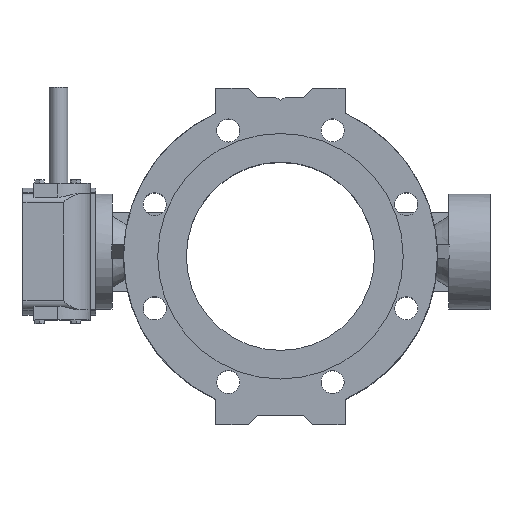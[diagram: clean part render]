
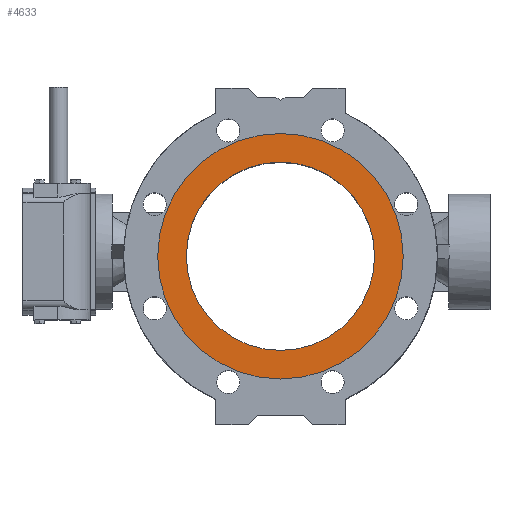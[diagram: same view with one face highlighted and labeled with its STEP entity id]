
A CAD part, top view. The second image highlights one B-rep face of the part: STEP entity #4633.
In plain terms, the highlighted planar face has unit normal (0, 0, 1).
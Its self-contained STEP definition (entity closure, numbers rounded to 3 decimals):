
#1566 = CARTESIAN_POINT ( 'NONE',  ( 0., 128., 115. ) ) ;
#1573 = CARTESIAN_POINT ( 'NONE',  ( 0., 97., 115. ) ) ;
#3757 = EDGE_CURVE ( 'NONE', #16394, #16394, #14255, .T. ) ;
#3783 = EDGE_CURVE ( 'NONE', #16401, #16401, #14297, .T. ) ;
#4633 = ADVANCED_FACE ( 'NONE', ( #10229, #15873 ), #15347, .F. ) ;
#5068 = ORIENTED_EDGE ( 'NONE', *, *, #3757, .F. ) ;
#5069 = ORIENTED_EDGE ( 'NONE', *, *, #3783, .T. ) ;
#5173 = EDGE_LOOP ( 'NONE', ( #5069 ) ) ;
#5174 = EDGE_LOOP ( 'NONE', ( #5068 ) ) ;
#10229 = FACE_OUTER_BOUND ( 'NONE', #5174, .T. ) ;
#11574 = AXIS2_PLACEMENT_3D ( 'NONE', #13954, #13955, #13956 ) ;
#11583 = AXIS2_PLACEMENT_3D ( 'NONE', #14015, #14016, #14017 ) ;
#11685 = AXIS2_PLACEMENT_3D ( 'NONE', #15348, #15353, #15354 ) ;
#13954 = CARTESIAN_POINT ( 'NONE',  ( 0., -5., 115. ) ) ;
#13955 = DIRECTION ( 'NONE',  ( 0., 0., -1. ) ) ;
#13956 = DIRECTION ( 'NONE',  ( 0., 1., 0. ) ) ;
#14015 = CARTESIAN_POINT ( 'NONE',  ( 0., -5., 115. ) ) ;
#14016 = DIRECTION ( 'NONE',  ( 0., 0., -1. ) ) ;
#14017 = DIRECTION ( 'NONE',  ( 0., 1., 0. ) ) ;
#14255 = CIRCLE ( 'NONE', #11574, 133. ) ;
#14297 = CIRCLE ( 'NONE', #11583, 102. ) ;
#15347 = PLANE ( 'NONE',  #11685 ) ;
#15348 = CARTESIAN_POINT ( 'NONE',  ( 0., -5., 115. ) ) ;
#15353 = DIRECTION ( 'NONE',  ( 0., 0., -1. ) ) ;
#15354 = DIRECTION ( 'NONE',  ( 0., 1., 0. ) ) ;
#15873 = FACE_BOUND ( 'NONE', #5173, .T. ) ;
#16394 = VERTEX_POINT ( 'NONE', #1566 ) ;
#16401 = VERTEX_POINT ( 'NONE', #1573 ) ;
